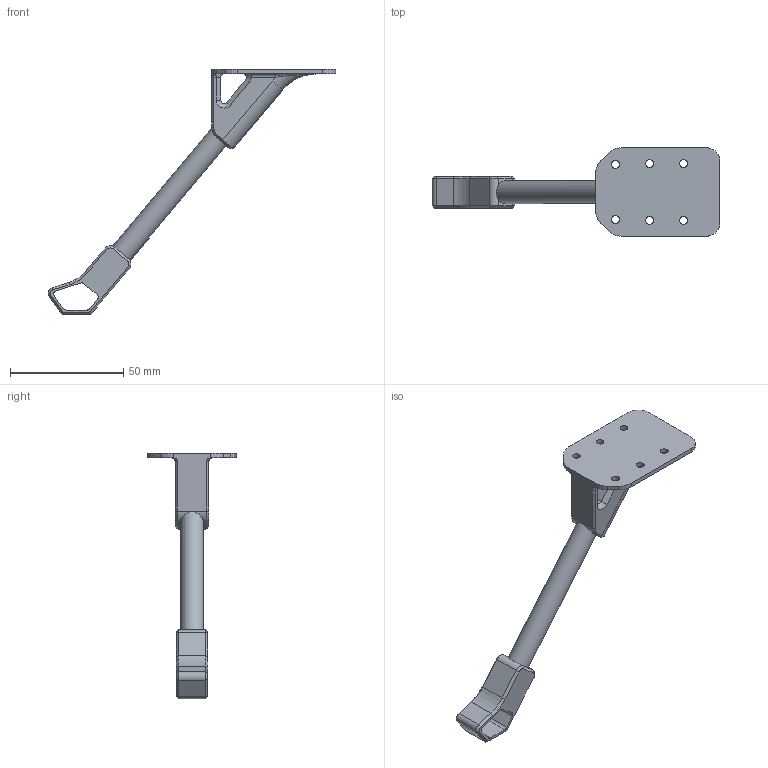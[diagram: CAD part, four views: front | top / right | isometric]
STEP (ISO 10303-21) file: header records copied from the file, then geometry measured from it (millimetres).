
FILE_DESCRIPTION(/* description */ (''),/* implementation_level */ '2;1');
FILE_NAME(/* name */ 'Landing Gear Extended v1.step',/* time_stamp */ '2024-10-16T00:34:40-04:00',/* author */ (''),/* organization */ (''),/* preprocessor_version */ 'ST-DEVELOPER v20',/* originating_system */ 'Autodesk Translation Framework v13.20.0.188',/* authorisation */ '');
FILE_SCHEMA (('AUTOMOTIVE_DESIGN { 1 0 10303 214 3 1 1 }'));
Length unit declared in the file: millimetre
Products named in the file (1): Landing Gear Extended
Bounding box: 126.98 x 39 x 108.26 mm (x, y, z)
Volume: 23098.8 mm3; surface area: 15082.1 mm2
Topology: 3 solids, 3 shells, 118 faces, 296 edges, 181 vertices
Faces by surface type: plane 53, cylinder 39, cone 22, bspline 2, torus 2
Full cylindrical faces by diameter (mm): 3.5 x6, 10 x1, 10.3 x2
Entity records: 3736 total; most frequent: CARTESIAN_POINT 836, DIRECTION 603, ORIENTED_EDGE 588, EDGE_CURVE 294, AXIS2_PLACEMENT_3D 214, VERTEX_POINT 181, LINE 175, VECTOR 175
